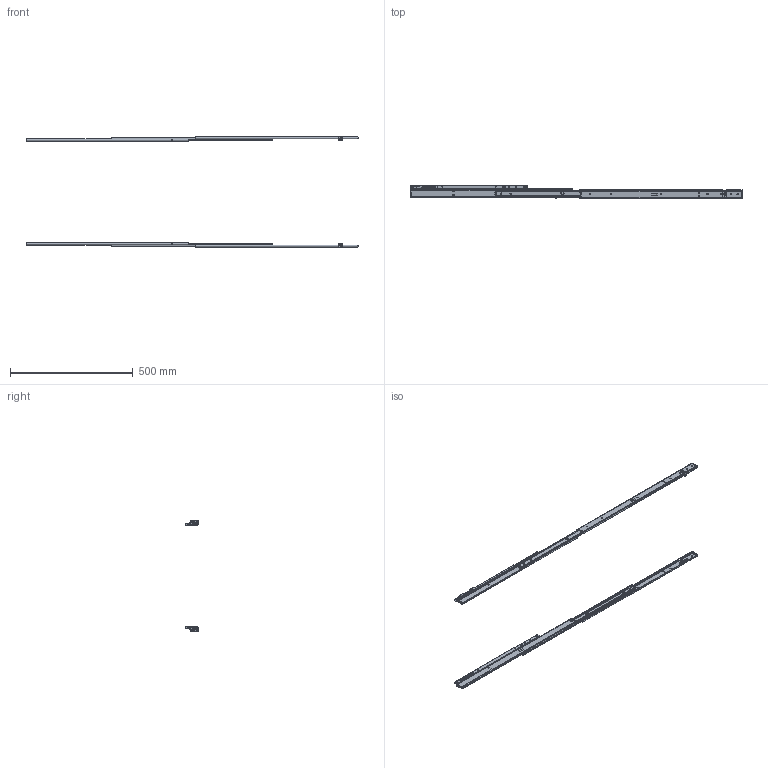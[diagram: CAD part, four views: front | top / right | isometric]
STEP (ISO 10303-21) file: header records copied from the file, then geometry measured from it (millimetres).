
FILE_DESCRIPTION (( 'STEP AP203' ), '1' );
FILE_NAME ('3534-26L R.STEP', '2021-05-07T23:44:28', ( '' ), ( '' ), 'SwSTEP 2.0', 'SolidWorks 2019', '' );
FILE_SCHEMA (( 'CONFIG_CONTROL_DESIGN' ));
Length unit declared in the file: millimetre
Products named in the file (19): 3534-26L IM僉儍價懁; PN26; PN102リベット; 3534-26L IM僪儘懁; 3534-26R IM僪儘懁; PN115; 3534-26L OM僉儍價懁; 3534-26R OM僉儍價懁; PN43; 3534-26R OM僪儘懁; 3534-26L OM僪儘懁; PN113山; 3534-26R IM僉儍價懁; PN114; PN113-4L; 3534-26L R; PN113-4R; PN113A-4R; PN113A-4L
Assembly tree (28 placements, depth 3):
  3534-26L R
    3534-26L OM僉儍價懁
    PN26  x4
    3534-26L IM僉儍價懁
    3534-26L IM僪儘懁
    3534-26L OM僪儘懁
    PN113A-4L
      PN113-4L
      PN113山
    PN114  x2
    PN115  x2
    3534-26R OM僉儍價懁
    3534-26R IM僉儍價懁
    3534-26R IM僪儘懁
    3534-26R OM僪儘懁
    PN113A-4R
      PN113-4R
      PN113山
    PN102リベット  x4
    PN43  x2
Bounding box: 1350.6 x 54.6 x 450.2 mm (x, y, z)
Volume: 358976.7 mm3; surface area: 491239.1 mm2
Topology: 26 solids, 26 shells, 1414 faces, 3794 edges, 2472 vertices
Faces by surface type: plane 740, cylinder 518, bspline 84, torus 56, cone 8, sphere 8
Entity records: 50615 total; most frequent: CARTESIAN_POINT 16221, ORIENTED_EDGE 6856, DIRECTION 6570, EDGE_CURVE 3428, AXIS2_PLACEMENT_3D 2303, VERTEX_POINT 2234, LINE 1964, VECTOR 1964
